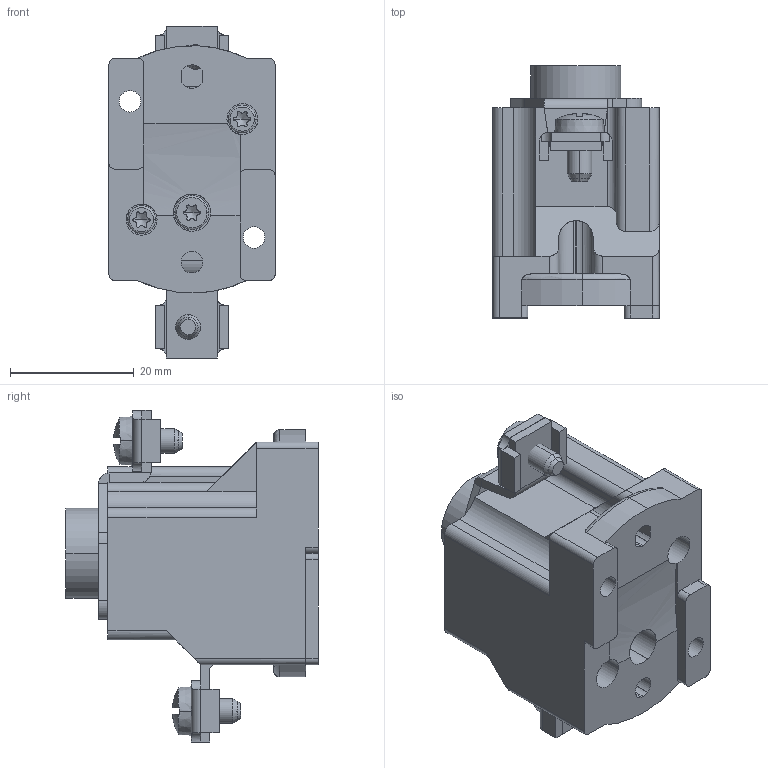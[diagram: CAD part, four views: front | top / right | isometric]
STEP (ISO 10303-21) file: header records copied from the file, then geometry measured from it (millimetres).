
FILE_DESCRIPTION((''),'2;1');
FILE_NAME('002221011_D01_E14_16A_N-K_1P_ASM','2021-05-11T',('marketing.praksa'),('Audax d.o.o.'),'CREO PARAMETRIC BY PTC INC, 2017480','CREO PARAMETRIC BY PTC INC, 2017480','');
FILE_SCHEMA(('AUTOMOTIVE_DESIGN { 1 0 10303 214 1 1 1 1 }'));
Products named in the file (12): BASE-1-1_1; K_ASM_1_ASM; NAVOJ_1_1_1_1_2_1; KOVINA_1_1_1_1_2_1; 0000048019_1_1_1_1_1_2_1; 0000059956_1_1_1_2_3_1_1_2_1; 0000059957_1_1_1_2_3_1_1_2_1; UN-SCREW_1_1_1_1_2_1; ASDF_ASM_1_1_ASM_1_1_2_ASM_1_ASM; PRT9549; BASE-1-2; 002221011_D01_E14_16A_N-K_1P_ASM
Assembly tree (14 placements, depth 3):
  002221011_D01_E14_16A_N-K_1P_ASM
    K_ASM_1_ASM
      BASE-1-1_1
    NAVOJ_1_1_1_1_2_1
    KOVINA_1_1_1_1_2_1
    0000048019_1_1_1_1_1_2_1  x2
    0000059956_1_1_1_2_3_1_1_2_1
    0000059957_1_1_1_2_3_1_1_2_1  x2
    ASDF_ASM_1_1_ASM_1_1_2_ASM_1_ASM
      UN-SCREW_1_1_1_1_2_1  x2
    PRT9549
    BASE-1-2
Bounding box: 26.85 x 40.8 x 53.68 mm (x, y, z)
Volume: 38340.3 mm3; surface area: 20148.6 mm2
Topology: 14 solids, 16 shells, 737 faces, 2166 edges, 1462 vertices
Faces by surface type: plane 360, cylinder 313, cone 36, torus 24, sphere 4
Entity records: 30064 total; most frequent: CARTESIAN_POINT 5070, ORIENTED_EDGE 3726, DIRECTION 3708, EDGE_CURVE 1866, PRESENTATION_STYLE_ASSIGNMENT 1464, STYLED_ITEM 1464, AXIS2_PLACEMENT_3D 1335, VERTEX_POINT 1266
